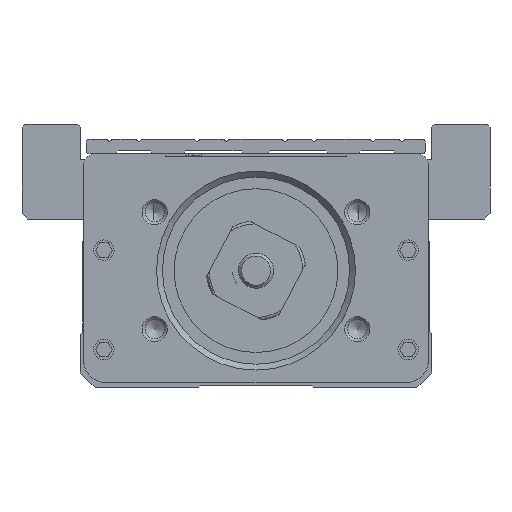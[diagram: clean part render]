
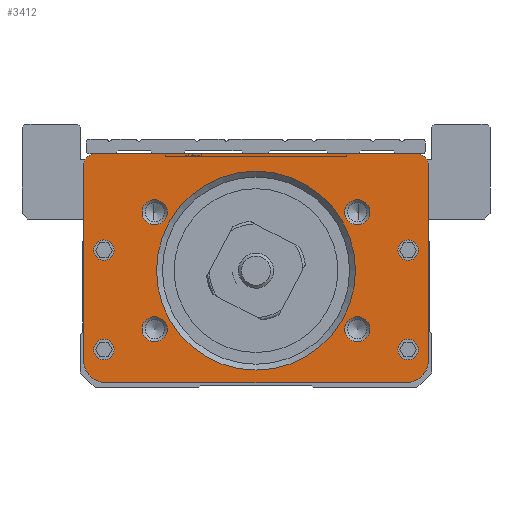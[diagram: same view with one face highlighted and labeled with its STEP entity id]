
A CAD part, front view. The second image highlights one B-rep face of the part: STEP entity #3412.
In plain terms, the highlighted face is planar.
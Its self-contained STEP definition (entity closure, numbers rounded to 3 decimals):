
#1300=FACE_BOUND('',#7425,.T.);
#1301=FACE_BOUND('',#7426,.T.);
#1302=FACE_BOUND('',#7427,.T.);
#1303=FACE_BOUND('',#7428,.T.);
#1304=FACE_BOUND('',#7429,.T.);
#1305=FACE_BOUND('',#7430,.T.);
#1306=FACE_BOUND('',#7431,.T.);
#1307=FACE_BOUND('',#7432,.T.);
#1308=FACE_BOUND('',#7433,.T.);
#1309=FACE_BOUND('',#7434,.T.);
#2239=CIRCLE('',#29083,4.);
#2241=CIRCLE('',#29087,4.);
#2252=CIRCLE('',#29111,2.);
#2253=CIRCLE('',#29113,2.);
#2255=CIRCLE('',#29117,2.15);
#2256=CIRCLE('',#29118,2.15);
#2257=CIRCLE('',#29119,2.15);
#2258=CIRCLE('',#29120,2.15);
#2259=CIRCLE('',#29121,17.);
#2260=CIRCLE('',#29122,1.75);
#2261=CIRCLE('',#29123,1.75);
#2262=CIRCLE('',#29124,1.75);
#2263=CIRCLE('',#29125,1.75);
#3412=ADVANCED_FACE('',(#1300,#1301,#1302,#1303,#1304,#1305,#1306,#1307,
#1308,#1309),#4819,.F.);
#4819=PLANE('',#29126);
#7425=EDGE_LOOP('',(#11514));
#7426=EDGE_LOOP('',(#11515));
#7427=EDGE_LOOP('',(#11516));
#7428=EDGE_LOOP('',(#11517));
#7429=EDGE_LOOP('',(#11518));
#7430=EDGE_LOOP('',(#11519));
#7431=EDGE_LOOP('',(#11520));
#7432=EDGE_LOOP('',(#11521));
#7433=EDGE_LOOP('',(#11522));
#7434=EDGE_LOOP('',(#11523,#11524,#11525,#11526,#11527,#11528,#11529,#11530));
#11514=ORIENTED_EDGE('',*,*,#20519,.T.);
#11515=ORIENTED_EDGE('',*,*,#20520,.T.);
#11516=ORIENTED_EDGE('',*,*,#20521,.T.);
#11517=ORIENTED_EDGE('',*,*,#20522,.T.);
#11518=ORIENTED_EDGE('',*,*,#20523,.T.);
#11519=ORIENTED_EDGE('',*,*,#20524,.T.);
#11520=ORIENTED_EDGE('',*,*,#20525,.T.);
#11521=ORIENTED_EDGE('',*,*,#20526,.T.);
#11522=ORIENTED_EDGE('',*,*,#20527,.T.);
#11523=ORIENTED_EDGE('',*,*,#20502,.F.);
#11524=ORIENTED_EDGE('',*,*,#20456,.F.);
#11525=ORIENTED_EDGE('',*,*,#20477,.F.);
#11526=ORIENTED_EDGE('',*,*,#20517,.F.);
#11527=ORIENTED_EDGE('',*,*,#20412,.F.);
#11528=ORIENTED_EDGE('',*,*,#20516,.F.);
#11529=ORIENTED_EDGE('',*,*,#20475,.F.);
#11530=ORIENTED_EDGE('',*,*,#20464,.F.);
#17401=VERTEX_POINT('',#41849);
#17402=VERTEX_POINT('',#41851);
#17442=VERTEX_POINT('',#41937);
#17443=VERTEX_POINT('',#41939);
#17450=VERTEX_POINT('',#41955);
#17451=VERTEX_POINT('',#41957);
#17456=VERTEX_POINT('',#41970);
#17460=VERTEX_POINT('',#41981);
#17485=VERTEX_POINT('',#42062);
#17486=VERTEX_POINT('',#42064);
#17487=VERTEX_POINT('',#42066);
#17488=VERTEX_POINT('',#42068);
#17489=VERTEX_POINT('',#42070);
#17490=VERTEX_POINT('',#42072);
#17491=VERTEX_POINT('',#42074);
#17492=VERTEX_POINT('',#42076);
#17493=VERTEX_POINT('',#42078);
#20412=EDGE_CURVE('',#17401,#17402,#23788,.T.);
#20456=EDGE_CURVE('',#17442,#17443,#2239,.T.);
#20464=EDGE_CURVE('',#17450,#17451,#2241,.T.);
#20475=EDGE_CURVE('',#17451,#17456,#23834,.T.);
#20477=EDGE_CURVE('',#17460,#17442,#23836,.T.);
#20502=EDGE_CURVE('',#17443,#17450,#23856,.T.);
#20516=EDGE_CURVE('',#17456,#17401,#2252,.T.);
#20517=EDGE_CURVE('',#17402,#17460,#2253,.T.);
#20519=EDGE_CURVE('',#17485,#17485,#2255,.T.);
#20520=EDGE_CURVE('',#17486,#17486,#2256,.T.);
#20521=EDGE_CURVE('',#17487,#17487,#2257,.T.);
#20522=EDGE_CURVE('',#17488,#17488,#2258,.T.);
#20523=EDGE_CURVE('',#17489,#17489,#2259,.T.);
#20524=EDGE_CURVE('',#17490,#17490,#2260,.T.);
#20525=EDGE_CURVE('',#17491,#17491,#2261,.T.);
#20526=EDGE_CURVE('',#17492,#17492,#2262,.T.);
#20527=EDGE_CURVE('',#17493,#17493,#2263,.T.);
#23788=LINE('',#41850,#26427);
#23834=LINE('',#41978,#26473);
#23836=LINE('',#41982,#26475);
#23856=LINE('',#42032,#26495);
#26427=VECTOR('',#33532,1.);
#26473=VECTOR('',#33626,1.);
#26475=VECTOR('',#33630,1.);
#26495=VECTOR('',#33676,1.);
#29083=AXIS2_PLACEMENT_3D('',#41938,#33596,#33597);
#29087=AXIS2_PLACEMENT_3D('',#41956,#33610,#33611);
#29111=AXIS2_PLACEMENT_3D('',#42055,#33699,#33700);
#29113=AXIS2_PLACEMENT_3D('',#42057,#33703,#33704);
#29117=AXIS2_PLACEMENT_3D('',#42061,#33711,#33712);
#29118=AXIS2_PLACEMENT_3D('',#42063,#33713,#33714);
#29119=AXIS2_PLACEMENT_3D('',#42065,#33715,#33716);
#29120=AXIS2_PLACEMENT_3D('',#42067,#33717,#33718);
#29121=AXIS2_PLACEMENT_3D('',#42069,#33719,#33720);
#29122=AXIS2_PLACEMENT_3D('',#42071,#33721,#33722);
#29123=AXIS2_PLACEMENT_3D('',#42073,#33723,#33724);
#29124=AXIS2_PLACEMENT_3D('',#42075,#33725,#33726);
#29125=AXIS2_PLACEMENT_3D('',#42077,#33727,#33728);
#29126=AXIS2_PLACEMENT_3D('',#42079,#33729,#33730);
#33532=DIRECTION('',(1.,0.,0.));
#33596=DIRECTION('',(0.,1.,0.));
#33597=DIRECTION('',(1.,0.,0.));
#33610=DIRECTION('',(0.,1.,0.));
#33611=DIRECTION('',(1.,0.,0.));
#33626=DIRECTION('',(0.,0.,1.));
#33630=DIRECTION('',(0.,0.,-1.));
#33676=DIRECTION('',(-1.,0.,0.));
#33699=DIRECTION('',(0.,1.,0.));
#33700=DIRECTION('',(0.,0.,1.));
#33703=DIRECTION('',(0.,1.,0.));
#33704=DIRECTION('',(0.,0.,1.));
#33711=DIRECTION('',(0.,1.,0.));
#33712=DIRECTION('',(0.,0.,1.));
#33713=DIRECTION('',(0.,1.,0.));
#33714=DIRECTION('',(0.,0.,1.));
#33715=DIRECTION('',(0.,1.,0.));
#33716=DIRECTION('',(0.,0.,1.));
#33717=DIRECTION('',(0.,1.,0.));
#33718=DIRECTION('',(0.,0.,1.));
#33719=DIRECTION('',(0.,1.,0.));
#33720=DIRECTION('',(0.,0.,1.));
#33721=DIRECTION('',(0.,1.,0.));
#33722=DIRECTION('',(0.,0.,1.));
#33723=DIRECTION('',(0.,1.,0.));
#33724=DIRECTION('',(0.,0.,1.));
#33725=DIRECTION('',(0.,1.,0.));
#33726=DIRECTION('',(0.,0.,1.));
#33727=DIRECTION('',(0.,1.,0.));
#33728=DIRECTION('',(0.,0.,1.));
#33729=DIRECTION('',(0.,1.,0.));
#33730=DIRECTION('',(0.,0.,-1.));
#41849=CARTESIAN_POINT('',(-27.5,-130.762,38.));
#41850=CARTESIAN_POINT('',(-25.5,-130.762,38.));
#41851=CARTESIAN_POINT('',(27.5,-130.762,38.));
#41937=CARTESIAN_POINT('',(29.5,-130.762,2.8));
#41938=CARTESIAN_POINT('',(25.5,-130.762,2.8));
#41939=CARTESIAN_POINT('',(25.5,-130.762,-1.2));
#41955=CARTESIAN_POINT('',(-25.5,-130.762,-1.2));
#41956=CARTESIAN_POINT('',(-25.5,-130.762,2.8));
#41957=CARTESIAN_POINT('',(-29.5,-130.762,2.8));
#41970=CARTESIAN_POINT('',(-29.5,-130.762,36.));
#41978=CARTESIAN_POINT('',(-29.5,-130.762,2.8));
#41981=CARTESIAN_POINT('',(29.5,-130.762,36.));
#41982=CARTESIAN_POINT('',(29.5,-130.762,39.));
#42032=CARTESIAN_POINT('',(25.5,-130.762,-1.2));
#42055=CARTESIAN_POINT('',(-27.5,-130.762,36.));
#42057=CARTESIAN_POINT('',(27.5,-130.762,36.));
#42061=CARTESIAN_POINT('',(-17.321,-130.762,28.));
#42062=CARTESIAN_POINT('',(-17.321,-130.762,30.15));
#42063=CARTESIAN_POINT('',(17.321,-130.762,8.));
#42064=CARTESIAN_POINT('',(17.321,-130.762,10.15));
#42065=CARTESIAN_POINT('',(17.321,-130.762,28.));
#42066=CARTESIAN_POINT('',(17.321,-130.762,30.15));
#42067=CARTESIAN_POINT('',(-17.321,-130.762,8.));
#42068=CARTESIAN_POINT('',(-17.321,-130.762,10.15));
#42069=CARTESIAN_POINT('',(0.,-130.762,18.));
#42070=CARTESIAN_POINT('',(0.,-130.762,35.));
#42071=CARTESIAN_POINT('',(-26.,-130.762,21.5));
#42072=CARTESIAN_POINT('',(-26.,-130.762,23.25));
#42073=CARTESIAN_POINT('',(-26.,-130.762,4.5));
#42074=CARTESIAN_POINT('',(-26.,-130.762,6.25));
#42075=CARTESIAN_POINT('',(26.,-130.762,4.5));
#42076=CARTESIAN_POINT('',(26.,-130.762,6.25));
#42077=CARTESIAN_POINT('',(26.,-130.762,21.5));
#42078=CARTESIAN_POINT('',(26.,-130.762,23.25));
#42079=CARTESIAN_POINT('',(-25.5,-130.762,2.8));
